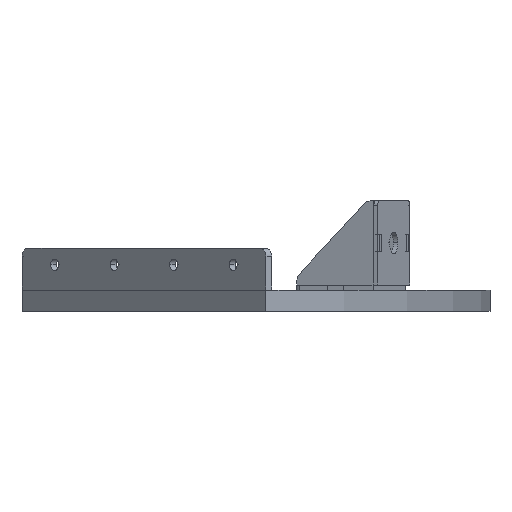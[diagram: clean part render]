
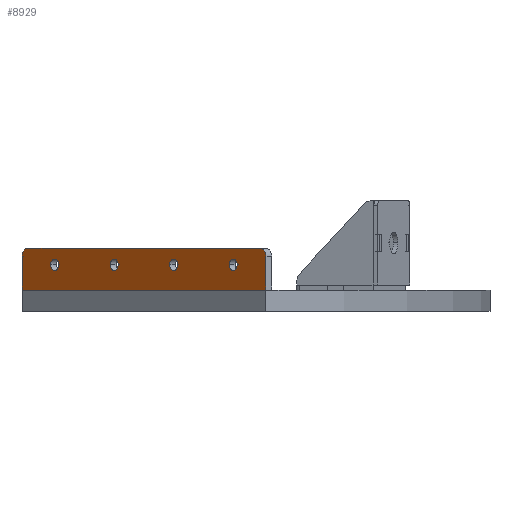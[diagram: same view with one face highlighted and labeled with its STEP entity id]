
A CAD part, left-side view. The second image highlights one B-rep face of the part: STEP entity #8929.
In plain terms, the highlighted face is planar.
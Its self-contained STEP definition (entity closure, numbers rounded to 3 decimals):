
#82 = DIRECTION ( 'NONE',  ( 0., -1., 0. ) ) ;
#131 = CIRCLE ( 'NONE', #7672, 10. ) ;
#171 = LINE ( 'NONE', #11418, #1096 ) ;
#508 = CIRCLE ( 'NONE', #7457, 6.75 ) ;
#678 = AXIS2_PLACEMENT_3D ( 'NONE', #9492, #10480, #2846 ) ;
#709 = LINE ( 'NONE', #7415, #8433 ) ;
#757 = VERTEX_POINT ( 'NONE', #5757 ) ;
#811 = ORIENTED_EDGE ( 'NONE', *, *, #8412, .T. ) ;
#923 = DIRECTION ( 'NONE',  ( 0., 0., 1. ) ) ;
#1011 = CARTESIAN_POINT ( 'NONE',  ( -156.75, 5., -10. ) ) ;
#1096 = VECTOR ( 'NONE', #4894, 1000. ) ;
#1131 = VERTEX_POINT ( 'NONE', #9647 ) ;
#1233 = FACE_BOUND ( 'NONE', #4004, .T. ) ;
#1239 = CARTESIAN_POINT ( 'NONE',  ( -43.25, 5., -10. ) ) ;
#1292 = DIRECTION ( 'NONE',  ( 1., 0., 0. ) ) ;
#1294 = PLANE ( 'NONE',  #8002 ) ;
#1375 = DIRECTION ( 'NONE',  ( 0., 0., 1. ) ) ;
#1446 = ORIENTED_EDGE ( 'NONE', *, *, #2074, .F. ) ;
#1580 = ORIENTED_EDGE ( 'NONE', *, *, #2560, .T. ) ;
#1725 = ORIENTED_EDGE ( 'NONE', *, *, #9488, .F. ) ;
#2022 = CIRCLE ( 'NONE', #4409, 6.75 ) ;
#2074 = EDGE_CURVE ( 'NONE', #2983, #11088, #171, .T. ) ;
#2210 = CARTESIAN_POINT ( 'NONE',  ( 43.25, 5., -10. ) ) ;
#2410 = EDGE_CURVE ( 'NONE', #6404, #6566, #508, .T. ) ;
#2560 = EDGE_CURVE ( 'NONE', #12292, #11088, #131, .T. ) ;
#2624 = VERTEX_POINT ( 'NONE', #8632 ) ;
#2782 = ORIENTED_EDGE ( 'NONE', *, *, #6428, .F. ) ;
#2846 = DIRECTION ( 'NONE',  ( 1., 0., 0. ) ) ;
#2939 = CARTESIAN_POINT ( 'NONE',  ( -205., -25., -10. ) ) ;
#2983 = VERTEX_POINT ( 'NONE', #7176 ) ;
#3046 = CARTESIAN_POINT ( 'NONE',  ( 50., 5., -10. ) ) ;
#3300 = CARTESIAN_POINT ( 'NONE',  ( 143.25, 5., -10. ) ) ;
#3403 = ORIENTED_EDGE ( 'NONE', *, *, #8682, .T. ) ;
#3689 = DIRECTION ( 'NONE',  ( 0., 0., 1. ) ) ;
#3794 = ORIENTED_EDGE ( 'NONE', *, *, #7421, .T. ) ;
#4004 = EDGE_LOOP ( 'NONE', ( #3794, #811 ) ) ;
#4099 = EDGE_CURVE ( 'NONE', #11084, #8674, #2022, .T. ) ;
#4192 = CARTESIAN_POINT ( 'NONE',  ( -50., 5., -10. ) ) ;
#4276 = FACE_OUTER_BOUND ( 'NONE', #9758, .T. ) ;
#4306 = CARTESIAN_POINT ( 'NONE',  ( 50., 5., -10. ) ) ;
#4409 = AXIS2_PLACEMENT_3D ( 'NONE', #7463, #3689, #4738 ) ;
#4669 = VERTEX_POINT ( 'NONE', #1239 ) ;
#4738 = DIRECTION ( 'NONE',  ( 1., 0., 0. ) ) ;
#4750 = DIRECTION ( 'NONE',  ( 0., 0., 1. ) ) ;
#4809 = CARTESIAN_POINT ( 'NONE',  ( 56.75, 5., -10. ) ) ;
#4894 = DIRECTION ( 'NONE',  ( 0., 1., 0. ) ) ;
#4913 = LINE ( 'NONE', #11539, #10179 ) ;
#5130 = EDGE_CURVE ( 'NONE', #6566, #6404, #5764, .T. ) ;
#5168 = DIRECTION ( 'NONE',  ( 1., 0., 0. ) ) ;
#5571 = AXIS2_PLACEMENT_3D ( 'NONE', #3046, #6831, #11492 ) ;
#5622 = AXIS2_PLACEMENT_3D ( 'NONE', #4192, #6791, #5867 ) ;
#5653 = CARTESIAN_POINT ( 'NONE',  ( -195., 15., -10. ) ) ;
#5670 = DIRECTION ( 'NONE',  ( 0., 0., -1. ) ) ;
#5717 = DIRECTION ( 'NONE',  ( 1., 0., 0. ) ) ;
#5757 = CARTESIAN_POINT ( 'NONE',  ( -205., 15., -10. ) ) ;
#5764 = CIRCLE ( 'NONE', #5571, 6.75 ) ;
#5846 = CIRCLE ( 'NONE', #678, 6.75 ) ;
#5867 = DIRECTION ( 'NONE',  ( 1., 0., 0. ) ) ;
#6021 = AXIS2_PLACEMENT_3D ( 'NONE', #5653, #6700, #8755 ) ;
#6078 = CIRCLE ( 'NONE', #9047, 6.75 ) ;
#6109 = VERTEX_POINT ( 'NONE', #3300 ) ;
#6155 = VERTEX_POINT ( 'NONE', #8030 ) ;
#6404 = VERTEX_POINT ( 'NONE', #4809 ) ;
#6428 = EDGE_CURVE ( 'NONE', #2624, #2983, #4913, .T. ) ;
#6566 = VERTEX_POINT ( 'NONE', #2210 ) ;
#6700 = DIRECTION ( 'NONE',  ( 0., 0., -1. ) ) ;
#6783 = CARTESIAN_POINT ( 'NONE',  ( 205., 15., -10. ) ) ;
#6791 = DIRECTION ( 'NONE',  ( 0., 0., 1. ) ) ;
#6831 = DIRECTION ( 'NONE',  ( 0., 0., 1. ) ) ;
#7049 = CARTESIAN_POINT ( 'NONE',  ( 195., 25., -10. ) ) ;
#7111 = DIRECTION ( 'NONE',  ( -1., 0., 0. ) ) ;
#7176 = CARTESIAN_POINT ( 'NONE',  ( 205., -25., -10. ) ) ;
#7325 = VECTOR ( 'NONE', #82, 1000. ) ;
#7355 = DIRECTION ( 'NONE',  ( -1., 0., 0. ) ) ;
#7412 = DIRECTION ( 'NONE',  ( 1., 0., 0. ) ) ;
#7415 = CARTESIAN_POINT ( 'NONE',  ( -205., 25., -10. ) ) ;
#7421 = EDGE_CURVE ( 'NONE', #4669, #9285, #6078, .T. ) ;
#7457 = AXIS2_PLACEMENT_3D ( 'NONE', #4306, #1375, #5168 ) ;
#7463 = CARTESIAN_POINT ( 'NONE',  ( -150., 5., -10. ) ) ;
#7672 = AXIS2_PLACEMENT_3D ( 'NONE', #10267, #5670, #11381 ) ;
#7788 = ORIENTED_EDGE ( 'NONE', *, *, #2410, .T. ) ;
#7818 = CARTESIAN_POINT ( 'NONE',  ( -50., 5., -10. ) ) ;
#7880 = FACE_BOUND ( 'NONE', #11926, .T. ) ;
#8002 = AXIS2_PLACEMENT_3D ( 'NONE', #8051, #10740, #7111 ) ;
#8030 = CARTESIAN_POINT ( 'NONE',  ( -195., 25., -10. ) ) ;
#8051 = CARTESIAN_POINT ( 'NONE',  ( 0., 0., -10. ) ) ;
#8209 = CIRCLE ( 'NONE', #9989, 6.75 ) ;
#8217 = EDGE_CURVE ( 'NONE', #1131, #6109, #12169, .T. ) ;
#8236 = DIRECTION ( 'NONE',  ( 1., 0., 0. ) ) ;
#8412 = EDGE_CURVE ( 'NONE', #9285, #4669, #10962, .T. ) ;
#8433 = VECTOR ( 'NONE', #7355, 1000. ) ;
#8598 = LINE ( 'NONE', #2939, #7325 ) ;
#8632 = CARTESIAN_POINT ( 'NONE',  ( -205., -25., -10. ) ) ;
#8674 = VERTEX_POINT ( 'NONE', #9567 ) ;
#8682 = EDGE_CURVE ( 'NONE', #757, #6155, #9980, .T. ) ;
#8684 = CARTESIAN_POINT ( 'NONE',  ( -56.75, 5., -10. ) ) ;
#8698 = ORIENTED_EDGE ( 'NONE', *, *, #4099, .T. ) ;
#8755 = DIRECTION ( 'NONE',  ( -1., 0., 0. ) ) ;
#8773 = EDGE_LOOP ( 'NONE', ( #10122, #11046 ) ) ;
#8795 = EDGE_CURVE ( 'NONE', #6109, #1131, #8209, .T. ) ;
#8819 = FACE_BOUND ( 'NONE', #8773, .T. ) ;
#8929 = ADVANCED_FACE ( 'NONE', ( #1233, #9810, #8819, #7880, #4276 ), #1294, .T. ) ;
#9047 = AXIS2_PLACEMENT_3D ( 'NONE', #7818, #9864, #1292 ) ;
#9159 = ORIENTED_EDGE ( 'NONE', *, *, #5130, .T. ) ;
#9187 = EDGE_CURVE ( 'NONE', #8674, #11084, #5846, .T. ) ;
#9285 = VERTEX_POINT ( 'NONE', #8684 ) ;
#9488 = EDGE_CURVE ( 'NONE', #12292, #6155, #709, .T. ) ;
#9492 = CARTESIAN_POINT ( 'NONE',  ( -150., 5., -10. ) ) ;
#9508 = EDGE_LOOP ( 'NONE', ( #7788, #9159 ) ) ;
#9567 = CARTESIAN_POINT ( 'NONE',  ( -143.25, 5., -10. ) ) ;
#9647 = CARTESIAN_POINT ( 'NONE',  ( 156.75, 5., -10. ) ) ;
#9758 = EDGE_LOOP ( 'NONE', ( #1725, #1580, #1446, #2782, #10912, #3403 ) ) ;
#9810 = FACE_BOUND ( 'NONE', #9508, .T. ) ;
#9864 = DIRECTION ( 'NONE',  ( 0., 0., 1. ) ) ;
#9980 = CIRCLE ( 'NONE', #6021, 10. ) ;
#9989 = AXIS2_PLACEMENT_3D ( 'NONE', #10489, #923, #5717 ) ;
#10122 = ORIENTED_EDGE ( 'NONE', *, *, #8217, .T. ) ;
#10174 = AXIS2_PLACEMENT_3D ( 'NONE', #10467, #4750, #7412 ) ;
#10179 = VECTOR ( 'NONE', #8236, 1000. ) ;
#10267 = CARTESIAN_POINT ( 'NONE',  ( 195., 15., -10. ) ) ;
#10408 = ORIENTED_EDGE ( 'NONE', *, *, #9187, .T. ) ;
#10467 = CARTESIAN_POINT ( 'NONE',  ( 150., 5., -10. ) ) ;
#10480 = DIRECTION ( 'NONE',  ( 0., 0., 1. ) ) ;
#10489 = CARTESIAN_POINT ( 'NONE',  ( 150., 5., -10. ) ) ;
#10740 = DIRECTION ( 'NONE',  ( 0., 0., -1. ) ) ;
#10912 = ORIENTED_EDGE ( 'NONE', *, *, #11137, .F. ) ;
#10962 = CIRCLE ( 'NONE', #5622, 6.75 ) ;
#11046 = ORIENTED_EDGE ( 'NONE', *, *, #8795, .T. ) ;
#11084 = VERTEX_POINT ( 'NONE', #1011 ) ;
#11088 = VERTEX_POINT ( 'NONE', #6783 ) ;
#11137 = EDGE_CURVE ( 'NONE', #757, #2624, #8598, .T. ) ;
#11381 = DIRECTION ( 'NONE',  ( -1., 0., 0. ) ) ;
#11418 = CARTESIAN_POINT ( 'NONE',  ( 205., -25., -10. ) ) ;
#11492 = DIRECTION ( 'NONE',  ( 1., 0., 0. ) ) ;
#11539 = CARTESIAN_POINT ( 'NONE',  ( -205., -25., -10. ) ) ;
#11926 = EDGE_LOOP ( 'NONE', ( #10408, #8698 ) ) ;
#12169 = CIRCLE ( 'NONE', #10174, 6.75 ) ;
#12292 = VERTEX_POINT ( 'NONE', #7049 ) ;
